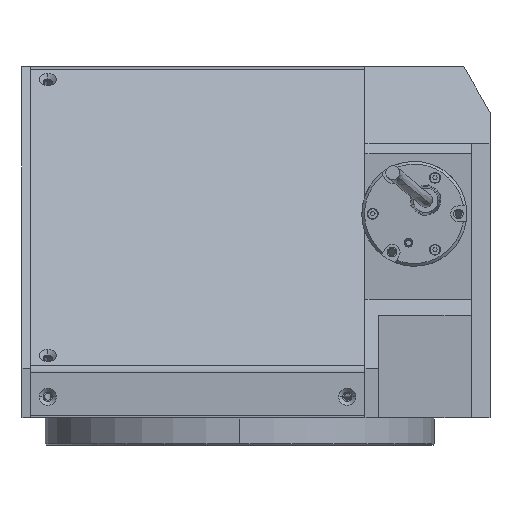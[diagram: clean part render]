
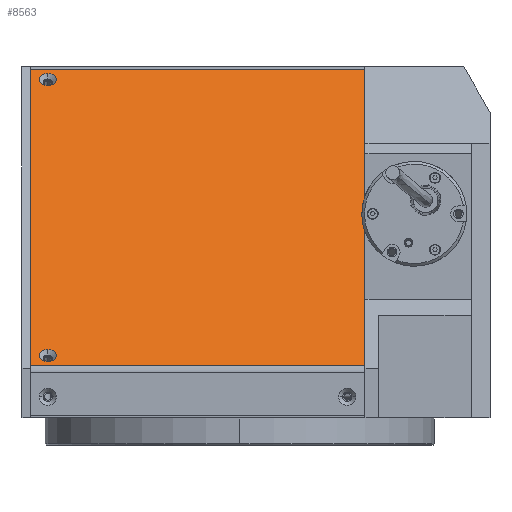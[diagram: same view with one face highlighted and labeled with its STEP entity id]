
A CAD part, left-side view. The second image highlights one B-rep face of the part: STEP entity #8563.
In plain terms, the highlighted planar face has unit normal (-0.707, 0, 0.707).
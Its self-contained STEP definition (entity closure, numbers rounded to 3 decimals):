
#16 = DIRECTION ( 'NONE',  ( -0.707, 0., 0.707 ) ) ;
#570 = EDGE_LOOP ( 'NONE', ( #2817, #16564 ) ) ;
#718 = DIRECTION ( 'NONE',  ( -0.707, 0., 0.707 ) ) ;
#948 = CARTESIAN_POINT ( 'NONE',  ( 25.852, 70.5, 129.066 ) ) ;
#1032 = ORIENTED_EDGE ( 'NONE', *, *, #12655, .F. ) ;
#1745 = CARTESIAN_POINT ( 'NONE',  ( 31.615, -46., 134.828 ) ) ;
#1897 = CIRCLE ( 'NONE', #17444, 3.15 ) ;
#2344 = EDGE_CURVE ( 'NONE', #15333, #10184, #11630, .T. ) ;
#2759 = FACE_BOUND ( 'NONE', #570, .T. ) ;
#2817 = ORIENTED_EDGE ( 'NONE', *, *, #16307, .F. ) ;
#3220 = FACE_OUTER_BOUND ( 'NONE', #4860, .T. ) ;
#3463 = EDGE_CURVE ( 'NONE', #5868, #9669, #1897, .T. ) ;
#4860 = EDGE_LOOP ( 'NONE', ( #13660, #11571, #7600, #13440 ) ) ;
#5439 = CARTESIAN_POINT ( 'NONE',  ( 31.615, 294.359, 134.828 ) ) ;
#5868 = VERTEX_POINT ( 'NONE', #948 ) ;
#5985 = CIRCLE ( 'NONE', #7190, 3.15 ) ;
#5997 = DIRECTION ( 'NONE',  ( 0.707, 0., 0.707 ) ) ;
#6089 = VECTOR ( 'NONE', #13918, 1000. ) ;
#6128 = CARTESIAN_POINT ( 'NONE',  ( -77.414, 294.359, 25.799 ) ) ;
#6178 = CARTESIAN_POINT ( 'NONE',  ( -73.293, 70.5, 29.92 ) ) ;
#6478 = VECTOR ( 'NONE', #6935, 1000. ) ;
#6509 = PLANE ( 'NONE',  #9783 ) ;
#6813 = CARTESIAN_POINT ( 'NONE',  ( 30.307, 70.5, 133.52 ) ) ;
#6935 = DIRECTION ( 'NONE',  ( 0., -1., 0. ) ) ;
#7190 = AXIS2_PLACEMENT_3D ( 'NONE', #9398, #718, #10914 ) ;
#7600 = ORIENTED_EDGE ( 'NONE', *, *, #9409, .F. ) ;
#7661 = VECTOR ( 'NONE', #9104, 1000. ) ;
#7665 = DIRECTION ( 'NONE',  ( 0.707, 0., 0.707 ) ) ;
#8113 = VERTEX_POINT ( 'NONE', #16897 ) ;
#8201 = CARTESIAN_POINT ( 'NONE',  ( -75.52, 70.5, 27.693 ) ) ;
#8563 = ADVANCED_FACE ( 'NONE', ( #2759, #14512, #3220 ), #6509, .T. ) ;
#8589 = CARTESIAN_POINT ( 'NONE',  ( -71.066, 70.5, 32.148 ) ) ;
#8711 = CARTESIAN_POINT ( 'NONE',  ( -73.293, 70.5, 29.92 ) ) ;
#9104 = DIRECTION ( 'NONE',  ( -0.707, 0., -0.707 ) ) ;
#9392 = VECTOR ( 'NONE', #9424, 1000. ) ;
#9398 = CARTESIAN_POINT ( 'NONE',  ( 28.08, 70.5, 131.293 ) ) ;
#9409 = EDGE_CURVE ( 'NONE', #10718, #8113, #17782, .T. ) ;
#9424 = DIRECTION ( 'NONE',  ( 0., 1., 0. ) ) ;
#9669 = VERTEX_POINT ( 'NONE', #6813 ) ;
#9783 = AXIS2_PLACEMENT_3D ( 'NONE', #6128, #18659, #5997 ) ;
#10184 = VERTEX_POINT ( 'NONE', #14904 ) ;
#10219 = DIRECTION ( 'NONE',  ( 0.707, 0., 0.707 ) ) ;
#10233 = CIRCLE ( 'NONE', #15696, 3.15 ) ;
#10438 = LINE ( 'NONE', #5439, #6478 ) ;
#10440 = CARTESIAN_POINT ( 'NONE',  ( 31.615, 77., 134.828 ) ) ;
#10718 = VERTEX_POINT ( 'NONE', #1745 ) ;
#10855 = VERTEX_POINT ( 'NONE', #8201 ) ;
#10914 = DIRECTION ( 'NONE',  ( 0.707, 0., 0.707 ) ) ;
#11013 = VERTEX_POINT ( 'NONE', #8589 ) ;
#11151 = CARTESIAN_POINT ( 'NONE',  ( -77.414, -46., 25.799 ) ) ;
#11571 = ORIENTED_EDGE ( 'NONE', *, *, #13753, .F. ) ;
#11630 = LINE ( 'NONE', #15283, #7661 ) ;
#12655 = EDGE_CURVE ( 'NONE', #9669, #5868, #5985, .T. ) ;
#12759 = EDGE_LOOP ( 'NONE', ( #1032, #15688 ) ) ;
#13379 = LINE ( 'NONE', #15325, #9392 ) ;
#13440 = ORIENTED_EDGE ( 'NONE', *, *, #18607, .F. ) ;
#13660 = ORIENTED_EDGE ( 'NONE', *, *, #2344, .T. ) ;
#13753 = EDGE_CURVE ( 'NONE', #8113, #10184, #13379, .T. ) ;
#13918 = DIRECTION ( 'NONE',  ( -0.707, 0., -0.707 ) ) ;
#14512 = FACE_BOUND ( 'NONE', #12759, .T. ) ;
#14904 = CARTESIAN_POINT ( 'NONE',  ( -76.828, 77., 26.385 ) ) ;
#15203 = AXIS2_PLACEMENT_3D ( 'NONE', #6178, #16476, #7665 ) ;
#15283 = CARTESIAN_POINT ( 'NONE',  ( -77.414, 77., 25.799 ) ) ;
#15325 = CARTESIAN_POINT ( 'NONE',  ( -76.828, 294.359, 26.385 ) ) ;
#15333 = VERTEX_POINT ( 'NONE', #10440 ) ;
#15688 = ORIENTED_EDGE ( 'NONE', *, *, #3463, .F. ) ;
#15696 = AXIS2_PLACEMENT_3D ( 'NONE', #8711, #16, #10219 ) ;
#16243 = CIRCLE ( 'NONE', #15203, 3.15 ) ;
#16307 = EDGE_CURVE ( 'NONE', #11013, #10855, #16243, .T. ) ;
#16476 = DIRECTION ( 'NONE',  ( -0.707, 0., 0.707 ) ) ;
#16564 = ORIENTED_EDGE ( 'NONE', *, *, #17909, .F. ) ;
#16897 = CARTESIAN_POINT ( 'NONE',  ( -76.828, -46., 26.385 ) ) ;
#17271 = CARTESIAN_POINT ( 'NONE',  ( 28.08, 70.5, 131.293 ) ) ;
#17384 = DIRECTION ( 'NONE',  ( 0.707, 0., 0.707 ) ) ;
#17444 = AXIS2_PLACEMENT_3D ( 'NONE', #17271, #18617, #17384 ) ;
#17782 = LINE ( 'NONE', #11151, #6089 ) ;
#17909 = EDGE_CURVE ( 'NONE', #10855, #11013, #10233, .T. ) ;
#18607 = EDGE_CURVE ( 'NONE', #15333, #10718, #10438, .T. ) ;
#18617 = DIRECTION ( 'NONE',  ( -0.707, 0., 0.707 ) ) ;
#18659 = DIRECTION ( 'NONE',  ( -0.707, 0., 0.707 ) ) ;
